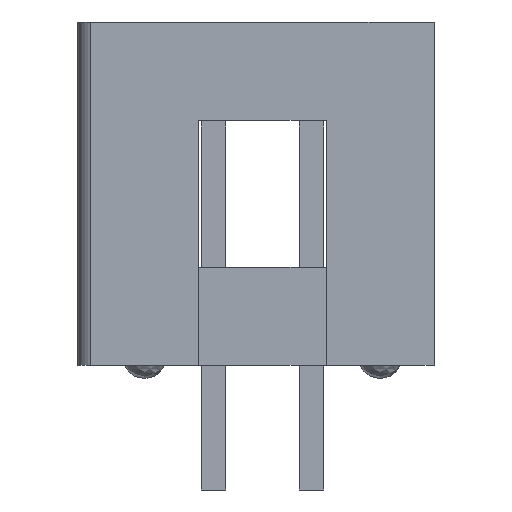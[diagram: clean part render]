
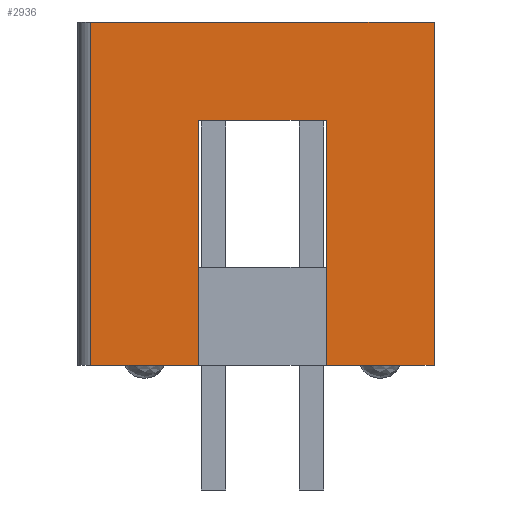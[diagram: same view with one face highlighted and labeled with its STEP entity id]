
A CAD part, left-side view. The second image highlights one B-rep face of the part: STEP entity #2936.
In plain terms, the highlighted planar face has unit normal (-1, 0, 0).
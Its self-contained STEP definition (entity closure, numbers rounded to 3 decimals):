
#26=DIRECTION('',(0.,1.,0.));
#27=VECTOR('',#26,8.89);
#28=CARTESIAN_POINT('',(-10.16,-4.445,0.));
#29=LINE('',#28,#27);
#177=DIRECTION('',(0.,0.,1.));
#178=VECTOR('',#177,8.89);
#179=CARTESIAN_POINT('',(-10.16,-4.445,-8.89));
#180=LINE('',#179,#178);
#474=DIRECTION('',(0.,1.,0.));
#475=VECTOR('',#474,2.794);
#476=CARTESIAN_POINT('',(-10.16,1.651,-8.89));
#477=LINE('',#476,#475);
#490=DIRECTION('',(0.,1.,0.));
#491=VECTOR('',#490,2.794);
#492=CARTESIAN_POINT('',(-10.16,-4.445,-8.89));
#493=LINE('',#492,#491);
#829=DIRECTION('',(0.,-1.,0.));
#830=VECTOR('',#829,3.302);
#831=CARTESIAN_POINT('',(-10.16,1.651,-2.54));
#832=LINE('',#831,#830);
#833=DIRECTION('',(0.,0.,1.));
#834=VECTOR('',#833,6.35);
#835=CARTESIAN_POINT('',(-10.16,1.651,-8.89));
#836=LINE('',#835,#834);
#837=DIRECTION('',(0.,0.,1.));
#838=VECTOR('',#837,8.89);
#839=CARTESIAN_POINT('',(-10.16,4.445,-8.89));
#840=LINE('',#839,#838);
#841=DIRECTION('',(0.,0.,1.));
#842=VECTOR('',#841,6.35);
#843=CARTESIAN_POINT('',(-10.16,-1.651,-8.89));
#844=LINE('',#843,#842);
#1641=CARTESIAN_POINT('',(-10.16,-4.445,0.));
#1642=CARTESIAN_POINT('',(-10.16,4.445,0.));
#1643=VERTEX_POINT('',#1641);
#1644=VERTEX_POINT('',#1642);
#1650=CARTESIAN_POINT('',(-10.16,-4.445,-8.89));
#1652=VERTEX_POINT('',#1650);
#1653=CARTESIAN_POINT('',(-10.16,4.445,-8.89));
#1654=VERTEX_POINT('',#1653);
#1793=CARTESIAN_POINT('',(-10.16,1.651,-8.89));
#1795=VERTEX_POINT('',#1793);
#1799=CARTESIAN_POINT('',(-10.16,-1.651,-8.89));
#1800=VERTEX_POINT('',#1799);
#1801=CARTESIAN_POINT('',(-10.16,1.651,-2.54));
#1802=CARTESIAN_POINT('',(-10.16,-1.651,-2.54));
#1803=VERTEX_POINT('',#1801);
#1804=VERTEX_POINT('',#1802);
#2919=CARTESIAN_POINT('',(-10.16,4.445,0.));
#2920=DIRECTION('',(-1.,0.,0.));
#2921=DIRECTION('',(0.,-1.,0.));
#2922=AXIS2_PLACEMENT_3D('',#2919,#2920,#2921);
#2923=PLANE('',#2922);
#2924=ORIENTED_EDGE('',*,*,#2897,.F.);
#2926=ORIENTED_EDGE('',*,*,#2925,.F.);
#2927=ORIENTED_EDGE('',*,*,#2600,.T.);
#2928=ORIENTED_EDGE('',*,*,#2792,.T.);
#2929=ORIENTED_EDGE('',*,*,#2175,.F.);
#2930=ORIENTED_EDGE('',*,*,#2364,.F.);
#2931=ORIENTED_EDGE('',*,*,#2608,.T.);
#2933=ORIENTED_EDGE('',*,*,#2932,.T.);
#2934=EDGE_LOOP('',(#2924,#2926,#2927,#2928,#2929,#2930,#2931,#2933));
#2935=FACE_OUTER_BOUND('',#2934,.F.);
#2175=EDGE_CURVE('',#1643,#1644,#29,.T.);
#2364=EDGE_CURVE('',#1652,#1643,#180,.T.);
#2600=EDGE_CURVE('',#1795,#1654,#477,.T.);
#2608=EDGE_CURVE('',#1652,#1800,#493,.T.);
#2792=EDGE_CURVE('',#1654,#1644,#840,.T.);
#2897=EDGE_CURVE('',#1803,#1804,#832,.T.);
#2925=EDGE_CURVE('',#1795,#1803,#836,.T.);
#2932=EDGE_CURVE('',#1800,#1804,#844,.T.);
#2936=ADVANCED_FACE('',(#2935),#2923,.T.);
